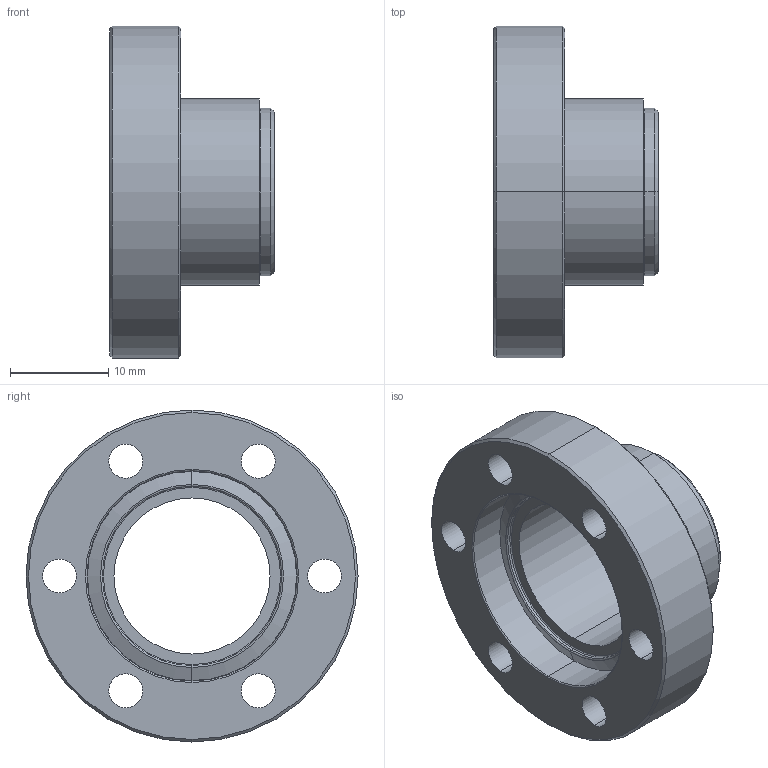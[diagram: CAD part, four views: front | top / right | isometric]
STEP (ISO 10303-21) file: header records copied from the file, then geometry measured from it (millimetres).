
FILE_DESCRIPTION (( 'STEP AP203' ), '1' );
FILE_NAME ('120004_A.STEP', '2024-04-03T07:23:50', ( '' ), ( '' ), 'SwSTEP 2.0', 'SolidWorks 2022', '' );
FILE_SCHEMA (( 'CONFIG_CONTROL_DESIGN' ));
Length unit declared in the file: inch
Products named in the file (3): 920000; 120004_A; 910004
Assembly tree (2 placements, depth 2):
  120004_A
    920000
    910004
Bounding box: 16.78 x 33.78 x 33.78 mm (x, y, z)
Volume: 4727.4 mm3; surface area: 4489.4 mm2
Topology: 2 solids, 2 shells, 57 faces, 126 edges, 76 vertices
Faces by surface type: cylinder 28, cone 12, torus 10, plane 7
Entity records: 1937 total; most frequent: DIRECTION 336, CARTESIAN_POINT 264, ORIENTED_EDGE 252, AXIS2_PLACEMENT_3D 148, EDGE_CURVE 126, CIRCLE 86, EDGE_LOOP 76, VERTEX_POINT 76
